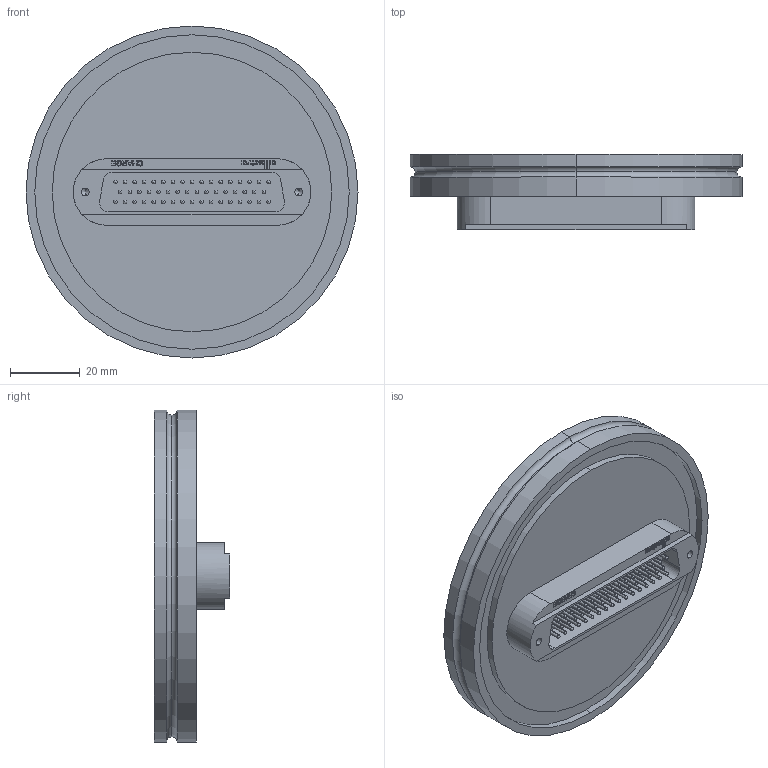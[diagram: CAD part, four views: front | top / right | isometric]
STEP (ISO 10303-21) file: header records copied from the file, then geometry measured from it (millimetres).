
FILE_DESCRIPTION (( 'STEP AP214' ), '1' );
FILE_NAME ('210-D50-ISO63.step', '2025-02-17T20:29:32', ( '' ), ( '' ), 'SwSTEP 2.0', 'SolidWorks 2022', '' );
FILE_SCHEMA (( 'AUTOMOTIVE_DESIGN' ));
Length unit declared in the file: millimetre
Products named in the file (5): 210-D50-ISO63; 9210-PIN-FENI_Pin vergoldet; 218-D50-SS_218-D50-SS; 9210-D50-ISO63_DN063 ISO-K; 9218-D50-SS-V22_50pin 1mm beschr. allectra
Assembly tree (53 placements, depth 3):
  210-D50-ISO63
    9210-D50-ISO63_DN063 ISO-K
    218-D50-SS_218-D50-SS
      9218-D50-SS-V22_50pin 1mm beschr. allectra
      9210-PIN-FENI_Pin vergoldet  x50
Bounding box: 95 x 21.5 x 95 mm (x, y, z)
Volume: 66477.8 mm3; surface area: 29029 mm2
Topology: 52 solids, 52 shells, 570 faces, 1607 edges, 1060 vertices
Faces by surface type: cylinder 278, plane 151, sphere 100, bspline 27, cone 8, torus 6
Entity records: 14243 total; most frequent: CARTESIAN_POINT 3871, DIRECTION 2131, ORIENTED_EDGE 2010, EDGE_CURVE 1005, AXIS2_PLACEMENT_3D 776, VERTEX_POINT 664, LINE 579, VECTOR 579
